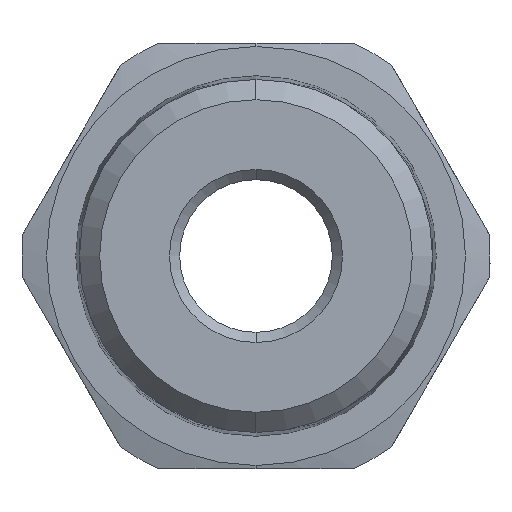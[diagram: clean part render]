
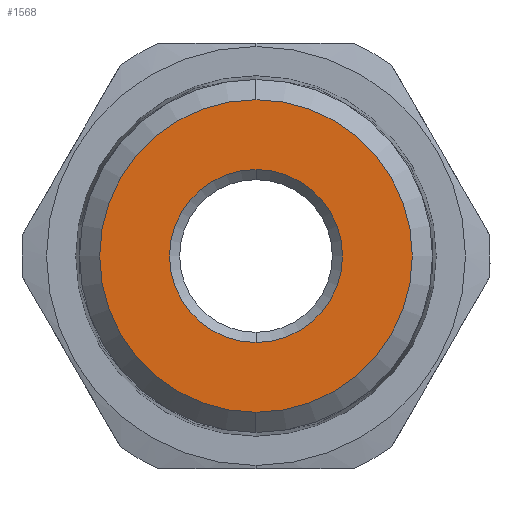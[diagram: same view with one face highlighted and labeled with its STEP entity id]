
A CAD part, left-side view. The second image highlights one B-rep face of the part: STEP entity #1568.
In plain terms, the highlighted planar face has unit normal (-1, 0, 0).
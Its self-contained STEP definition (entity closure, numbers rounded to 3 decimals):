
#101 = CIRCLE ( 'NONE', #291, 11.566 ) ;
#272 = CARTESIAN_POINT ( 'NONE',  ( 0., 0., 6.4 ) ) ;
#291 = AXIS2_PLACEMENT_3D ( 'NONE', #3281, #2188, #577 ) ;
#392 = CARTESIAN_POINT ( 'NONE',  ( 0., 0., 0. ) ) ;
#404 = DIRECTION ( 'NONE',  ( 1., 0., 0. ) ) ;
#443 = EDGE_CURVE ( 'NONE', #1541, #1154, #1031, .T. ) ;
#505 = AXIS2_PLACEMENT_3D ( 'NONE', #392, #404, #932 ) ;
#577 = DIRECTION ( 'NONE',  ( 0., 0., -1. ) ) ;
#642 = ORIENTED_EDGE ( 'NONE', *, *, #3427, .T. ) ;
#684 = FACE_OUTER_BOUND ( 'NONE', #1803, .T. ) ;
#754 = AXIS2_PLACEMENT_3D ( 'NONE', #2560, #2269, #2299 ) ;
#932 = DIRECTION ( 'NONE',  ( 0., 0., -1. ) ) ;
#1004 = DIRECTION ( 'NONE',  ( -1., 0., 0. ) ) ;
#1031 = CIRCLE ( 'NONE', #2807, 11.566 ) ;
#1149 = CARTESIAN_POINT ( 'NONE',  ( 0., 0., -6.4 ) ) ;
#1154 = VERTEX_POINT ( 'NONE', #1974 ) ;
#1227 = VERTEX_POINT ( 'NONE', #272 ) ;
#1541 = VERTEX_POINT ( 'NONE', #3242 ) ;
#1568 = ADVANCED_FACE ( 'NONE', ( #684, #2548 ), #2992, .F. ) ;
#1683 = VERTEX_POINT ( 'NONE', #1149 ) ;
#1695 = CIRCLE ( 'NONE', #754, 6.4 ) ;
#1755 = EDGE_CURVE ( 'NONE', #1683, #1227, #1695, .T. ) ;
#1803 = EDGE_LOOP ( 'NONE', ( #642, #3139 ) ) ;
#1851 = ORIENTED_EDGE ( 'NONE', *, *, #1755, .T. ) ;
#1974 = CARTESIAN_POINT ( 'NONE',  ( 0., 0., -11.566 ) ) ;
#2188 = DIRECTION ( 'NONE',  ( -1., 0., 0. ) ) ;
#2269 = DIRECTION ( 'NONE',  ( 1., 0., 0. ) ) ;
#2299 = DIRECTION ( 'NONE',  ( 0., 0., -1. ) ) ;
#2309 = ORIENTED_EDGE ( 'NONE', *, *, #3384, .T. ) ;
#2367 = DIRECTION ( 'NONE',  ( 0., 0., -1. ) ) ;
#2466 = DIRECTION ( 'NONE',  ( 0., 0., -1. ) ) ;
#2548 = FACE_BOUND ( 'NONE', #2844, .T. ) ;
#2560 = CARTESIAN_POINT ( 'NONE',  ( 0., 0., 0. ) ) ;
#2702 = DIRECTION ( 'NONE',  ( 1., 0., 0. ) ) ;
#2711 = CARTESIAN_POINT ( 'NONE',  ( 0., 0., 0. ) ) ;
#2807 = AXIS2_PLACEMENT_3D ( 'NONE', #2920, #1004, #2367 ) ;
#2836 = AXIS2_PLACEMENT_3D ( 'NONE', #2711, #2702, #2466 ) ;
#2844 = EDGE_LOOP ( 'NONE', ( #2309, #1851 ) ) ;
#2920 = CARTESIAN_POINT ( 'NONE',  ( 0., 0., 0. ) ) ;
#2992 = PLANE ( 'NONE',  #2836 ) ;
#3139 = ORIENTED_EDGE ( 'NONE', *, *, #443, .T. ) ;
#3242 = CARTESIAN_POINT ( 'NONE',  ( 0., 0., 11.566 ) ) ;
#3281 = CARTESIAN_POINT ( 'NONE',  ( 0., 0., 0. ) ) ;
#3384 = EDGE_CURVE ( 'NONE', #1227, #1683, #3491, .T. ) ;
#3427 = EDGE_CURVE ( 'NONE', #1154, #1541, #101, .T. ) ;
#3491 = CIRCLE ( 'NONE', #505, 6.4 ) ;
